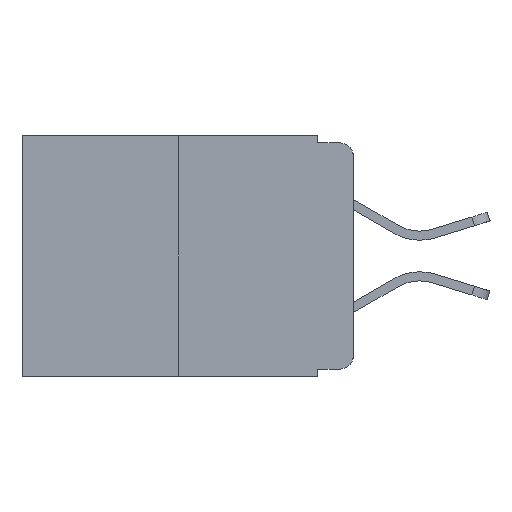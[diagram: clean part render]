
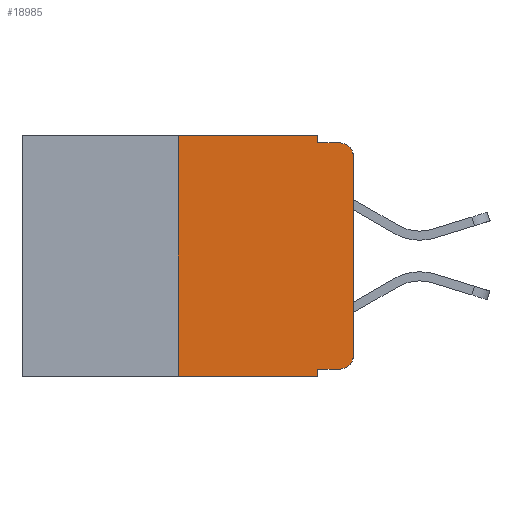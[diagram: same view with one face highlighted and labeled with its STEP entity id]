
A CAD part, left-side view. The second image highlights one B-rep face of the part: STEP entity #18985.
In plain terms, the highlighted planar face has unit normal (-1, 0, 0).
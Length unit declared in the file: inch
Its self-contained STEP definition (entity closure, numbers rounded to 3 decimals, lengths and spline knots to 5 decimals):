
#18 = CARTESIAN_POINT ( 'NONE',  ( 0., 0.473, 0. ) ) ;
#623 = CARTESIAN_POINT ( 'NONE',  ( 0., 0.25, 0. ) ) ;
#895 = CARTESIAN_POINT ( 'NONE',  ( 0., 0.02, -0.313 ) ) ;
#2148 = DIRECTION ( 'NONE',  ( 1., 0., 0. ) ) ;
#2386 = DIRECTION ( 'NONE',  ( 0., -1., 0. ) ) ;
#2388 = VECTOR ( 'NONE', #12983, 39.37008 ) ;
#2695 = CARTESIAN_POINT ( 'NONE',  ( 0., 0.051, -0.343 ) ) ;
#2914 = AXIS2_PLACEMENT_3D ( 'NONE', #23184, #8963, #17277 ) ;
#3041 = DIRECTION ( 'NONE',  ( 0., 0., -1. ) ) ;
#3112 = CARTESIAN_POINT ( 'NONE',  ( 0., 0., -0.03 ) ) ;
#3281 = VECTOR ( 'NONE', #8841, 39.37008 ) ;
#3604 = EDGE_CURVE ( 'NONE', #4770, #12164, #5734, .T. ) ;
#3780 = DIRECTION ( 'NONE',  ( 0., 0., 1. ) ) ;
#4461 = ORIENTED_EDGE ( 'NONE', *, *, #21689, .F. ) ;
#4566 = PLANE ( 'NONE',  #21258 ) ;
#4710 = ORIENTED_EDGE ( 'NONE', *, *, #6203, .T. ) ;
#4770 = VERTEX_POINT ( 'NONE', #11223 ) ;
#4898 = LINE ( 'NONE', #16945, #14669 ) ;
#5734 = CIRCLE ( 'NONE', #8262, 0.02 ) ;
#6203 = EDGE_CURVE ( 'NONE', #25274, #4770, #8514, .T. ) ;
#7019 = LINE ( 'NONE', #21507, #2388 ) ;
#7411 = CARTESIAN_POINT ( 'NONE',  ( 0., 0.25, -0.343 ) ) ;
#7536 = DIRECTION ( 'NONE',  ( -1., 0., 0. ) ) ;
#8028 = EDGE_CURVE ( 'NONE', #25274, #22023, #10458, .T. ) ;
#8262 = AXIS2_PLACEMENT_3D ( 'NONE', #895, #7536, #3041 ) ;
#8514 = LINE ( 'NONE', #9442, #9806 ) ;
#8607 = EDGE_CURVE ( 'NONE', #15295, #15865, #13426, .T. ) ;
#8841 = DIRECTION ( 'NONE',  ( 0., 0., -1. ) ) ;
#8932 = ORIENTED_EDGE ( 'NONE', *, *, #3604, .T. ) ;
#8963 = DIRECTION ( 'NONE',  ( -1., 0., 0. ) ) ;
#8983 = VECTOR ( 'NONE', #26330, 39.37008 ) ;
#9044 = VERTEX_POINT ( 'NONE', #26587 ) ;
#9442 = CARTESIAN_POINT ( 'NONE',  ( 0., 0.051, -0.333 ) ) ;
#9806 = VECTOR ( 'NONE', #13535, 39.37008 ) ;
#10359 = ORIENTED_EDGE ( 'NONE', *, *, #8607, .T. ) ;
#10458 = LINE ( 'NONE', #16868, #3281 ) ;
#10625 = EDGE_LOOP ( 'NONE', ( #18830, #10359, #26329, #16985, #4461, #17023, #25089, #20549, #4710, #8932 ) ) ;
#10669 = DIRECTION ( 'NONE',  ( 0., 0., -1. ) ) ;
#11223 = CARTESIAN_POINT ( 'NONE',  ( 0., 0.02, -0.333 ) ) ;
#11505 = CARTESIAN_POINT ( 'NONE',  ( 0., 0.473, 0. ) ) ;
#11920 = EDGE_CURVE ( 'NONE', #26842, #17955, #22709, .T. ) ;
#12164 = VERTEX_POINT ( 'NONE', #14987 ) ;
#12263 = EDGE_CURVE ( 'NONE', #18005, #15865, #7019, .T. ) ;
#12361 = EDGE_CURVE ( 'NONE', #12164, #15295, #22382, .T. ) ;
#12983 = DIRECTION ( 'NONE',  ( 0., -1., 0. ) ) ;
#13268 = CARTESIAN_POINT ( 'NONE',  ( 0., 0.051, -0.01 ) ) ;
#13426 = CIRCLE ( 'NONE', #2914, 0.02 ) ;
#13535 = DIRECTION ( 'NONE',  ( 0., -1., 0. ) ) ;
#14091 = CARTESIAN_POINT ( 'NONE',  ( 0., 0.25, 0. ) ) ;
#14472 = LINE ( 'NONE', #11505, #8983 ) ;
#14549 = EDGE_CURVE ( 'NONE', #26842, #22023, #4898, .T. ) ;
#14669 = VECTOR ( 'NONE', #2386, 39.37008 ) ;
#14987 = CARTESIAN_POINT ( 'NONE',  ( 0., 0., -0.313 ) ) ;
#15295 = VERTEX_POINT ( 'NONE', #3112 ) ;
#15865 = VERTEX_POINT ( 'NONE', #25479 ) ;
#16004 = CARTESIAN_POINT ( 'NONE',  ( 0., 0., 0. ) ) ;
#16427 = FACE_OUTER_BOUND ( 'NONE', #10625, .T. ) ;
#16868 = CARTESIAN_POINT ( 'NONE',  ( 0., 0.051, 0. ) ) ;
#16945 = CARTESIAN_POINT ( 'NONE',  ( 0., 0.473, -0.343 ) ) ;
#16985 = ORIENTED_EDGE ( 'NONE', *, *, #18982, .F. ) ;
#17023 = ORIENTED_EDGE ( 'NONE', *, *, #11920, .F. ) ;
#17277 = DIRECTION ( 'NONE',  ( 0., 0., -1. ) ) ;
#17955 = VERTEX_POINT ( 'NONE', #623 ) ;
#18005 = VERTEX_POINT ( 'NONE', #13268 ) ;
#18830 = ORIENTED_EDGE ( 'NONE', *, *, #12361, .T. ) ;
#18982 = EDGE_CURVE ( 'NONE', #9044, #18005, #24924, .T. ) ;
#18985 = ADVANCED_FACE ( 'NONE', ( #16427 ), #4566, .F. ) ;
#19384 = VECTOR ( 'NONE', #10669, 39.37008 ) ;
#20229 = DIRECTION ( 'NONE',  ( 0., 0., 1. ) ) ;
#20549 = ORIENTED_EDGE ( 'NONE', *, *, #8028, .F. ) ;
#21205 = CARTESIAN_POINT ( 'NONE',  ( 0., 0.051, 0. ) ) ;
#21258 = AXIS2_PLACEMENT_3D ( 'NONE', #18, #2148, #21385 ) ;
#21385 = DIRECTION ( 'NONE',  ( 0., 0., -1. ) ) ;
#21507 = CARTESIAN_POINT ( 'NONE',  ( 0., 0.051, -0.01 ) ) ;
#21689 = EDGE_CURVE ( 'NONE', #17955, #9044, #14472, .T. ) ;
#22023 = VERTEX_POINT ( 'NONE', #2695 ) ;
#22382 = LINE ( 'NONE', #16004, #25968 ) ;
#22709 = LINE ( 'NONE', #14091, #26992 ) ;
#23184 = CARTESIAN_POINT ( 'NONE',  ( 0., 0.02, -0.03 ) ) ;
#23822 = CARTESIAN_POINT ( 'NONE',  ( 0., 0.051, -0.333 ) ) ;
#24924 = LINE ( 'NONE', #21205, #19384 ) ;
#25089 = ORIENTED_EDGE ( 'NONE', *, *, #14549, .T. ) ;
#25274 = VERTEX_POINT ( 'NONE', #23822 ) ;
#25479 = CARTESIAN_POINT ( 'NONE',  ( 0., 0.02, -0.01 ) ) ;
#25968 = VECTOR ( 'NONE', #20229, 39.37008 ) ;
#26329 = ORIENTED_EDGE ( 'NONE', *, *, #12263, .F. ) ;
#26330 = DIRECTION ( 'NONE',  ( 0., -1., 0. ) ) ;
#26587 = CARTESIAN_POINT ( 'NONE',  ( 0., 0.051, 0. ) ) ;
#26842 = VERTEX_POINT ( 'NONE', #7411 ) ;
#26992 = VECTOR ( 'NONE', #3780, 39.37008 ) ;
